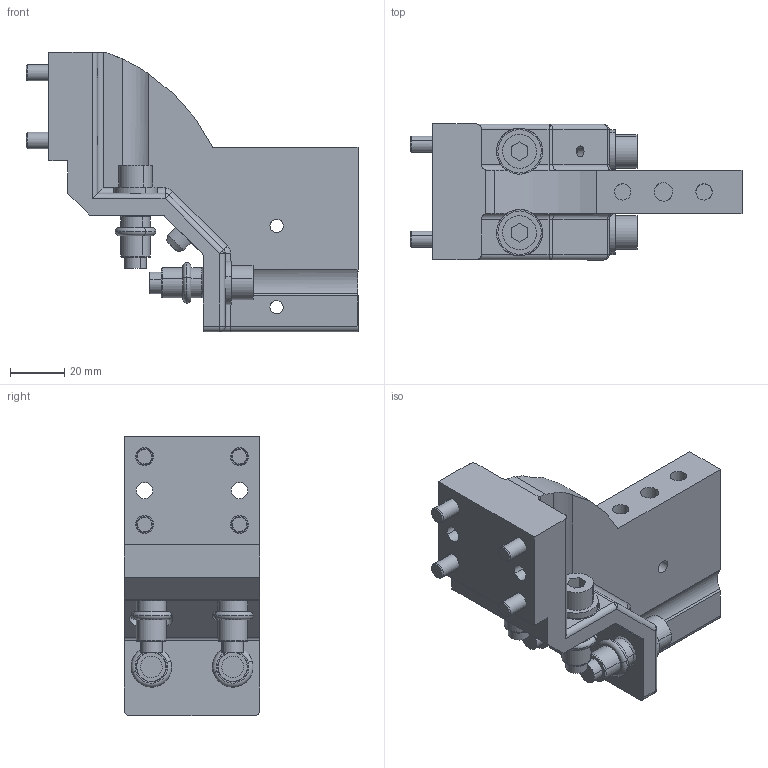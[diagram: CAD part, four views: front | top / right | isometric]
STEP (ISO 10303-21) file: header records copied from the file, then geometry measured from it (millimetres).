
FILE_DESCRIPTION(('CATIA V5 STEP'),'2;1');
FILE_NAME('AEGT273.stp','2018-07-30T02:23:51+00:00',('none'),('none'),'CATIA Version 5 Release 21 GA (IN-10)','CATIA V5 STEP AP214','none');
FILE_SCHEMA(('AUTOMOTIVE_DESIGN { 1 0 10303 214 1 1 1 1 }'));
Length unit declared in the file: millimetre
Products named in the file (1): AEGT273
Bounding box: 122.4 x 50 x 103 mm (x, y, z)
Volume: 164892.6 mm3; surface area: 46846.9 mm2
Topology: 1 solids, 5 shells, 385 faces, 891 edges, 554 vertices
Faces by surface type: cylinder 180, plane 133, cone 38, torus 22, sphere 12
Entity records: 13259 total; most frequent: CARTESIAN_POINT 3408, ORIENTED_EDGE 1758, DIRECTION 1436, EDGE_CURVE 879, AXIS2_PLACEMENT_3D 705, VERTEX_POINT 554, EDGE_LOOP 455, VECTOR 389
